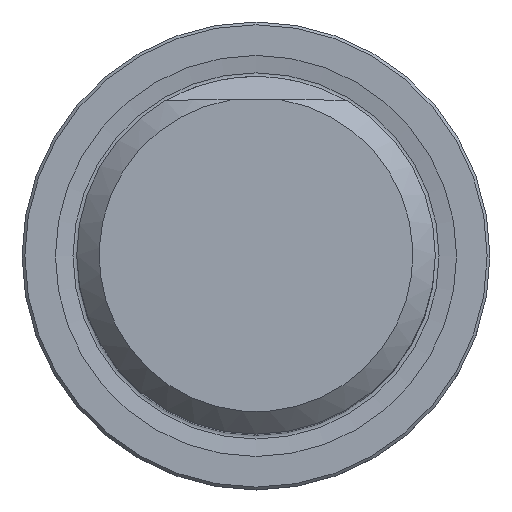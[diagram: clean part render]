
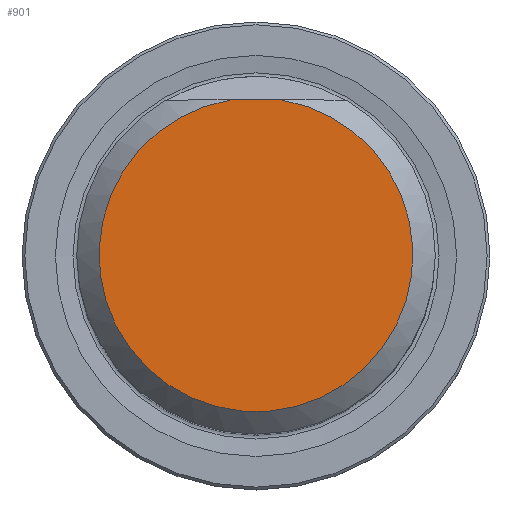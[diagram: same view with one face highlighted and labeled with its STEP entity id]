
A CAD part, top view. The second image highlights one B-rep face of the part: STEP entity #901.
In plain terms, the highlighted planar face has unit normal (0, 0, 1).
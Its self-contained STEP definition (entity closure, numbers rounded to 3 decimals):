
#553=CIRCLE('',#5815,13.996);
#901=ADVANCED_FACE('',(#1326),#1198,.T.);
#1198=PLANE('',#5816);
#1326=FACE_OUTER_BOUND('',#1621,.T.);
#1621=EDGE_LOOP('',(#2131,#2132));
#2131=ORIENTED_EDGE('',*,*,#4364,.F.);
#2132=ORIENTED_EDGE('',*,*,#4365,.T.);
#3770=VERTEX_POINT('',#8657);
#3771=VERTEX_POINT('',#8658);
#4364=EDGE_CURVE('',#3770,#3771,#5099,.T.);
#4365=EDGE_CURVE('',#3770,#3771,#553,.T.);
#5099=LINE('',#8656,#5441);
#5441=VECTOR('',#6573,1.);
#5815=AXIS2_PLACEMENT_3D('',#8659,#6574,#6575);
#5816=AXIS2_PLACEMENT_3D('',#8660,#6576,#6577);
#6573=DIRECTION('',(1.,0.,0.));
#6574=DIRECTION('',(0.,0.,1.));
#6575=DIRECTION('',(0.,-1.,0.));
#6576=DIRECTION('',(0.,0.,1.));
#6577=DIRECTION('',(0.,-1.,0.));
#8656=CARTESIAN_POINT('',(0.,13.809,60.));
#8657=CARTESIAN_POINT('',(-2.28,13.809,60.));
#8658=CARTESIAN_POINT('',(2.28,13.809,60.));
#8659=CARTESIAN_POINT('',(0.,0.,60.));
#8660=CARTESIAN_POINT('',(0.,0.,60.));
